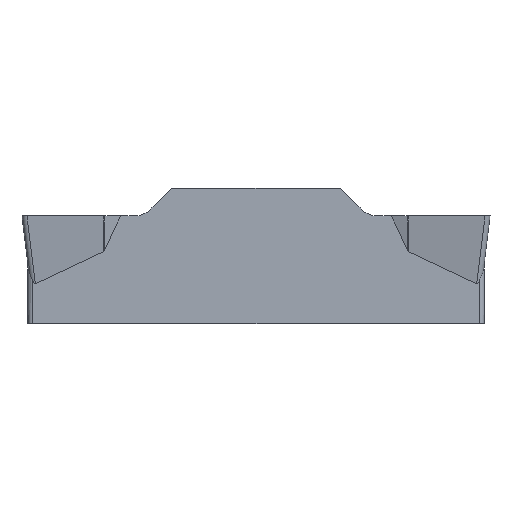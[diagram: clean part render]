
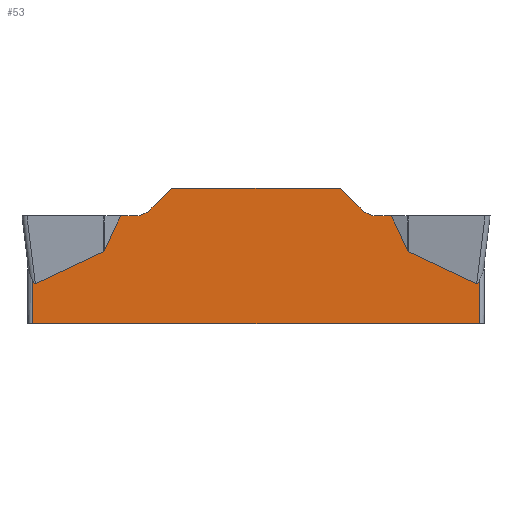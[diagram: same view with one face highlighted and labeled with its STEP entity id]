
A CAD part, left-side view. The second image highlights one B-rep face of the part: STEP entity #53.
In plain terms, the highlighted planar face has unit normal (-1, 0, 0).
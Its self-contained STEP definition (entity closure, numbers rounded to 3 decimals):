
#53=ADVANCED_FACE('',(#107),#87,.T.);
#87=PLANE('',#714);
#107=FACE_OUTER_BOUND('',#141,.T.);
#141=EDGE_LOOP('',(#195,#196,#197,#198,#199,#200,#201,#202,#203,#204,#205,
#206,#207,#208,#209,#210,#211,#212));
#175=CIRCLE('',#712,1.);
#176=CIRCLE('',#713,1.);
#183=ELLIPSE('',#710,1.561,0.2);
#184=ELLIPSE('',#711,1.561,0.2);
#195=ORIENTED_EDGE('',*,*,#451,.F.);
#196=ORIENTED_EDGE('',*,*,#452,.T.);
#197=ORIENTED_EDGE('',*,*,#453,.T.);
#198=ORIENTED_EDGE('',*,*,#454,.T.);
#199=ORIENTED_EDGE('',*,*,#455,.F.);
#200=ORIENTED_EDGE('',*,*,#456,.T.);
#201=ORIENTED_EDGE('',*,*,#457,.T.);
#202=ORIENTED_EDGE('',*,*,#458,.T.);
#203=ORIENTED_EDGE('',*,*,#459,.F.);
#204=ORIENTED_EDGE('',*,*,#460,.T.);
#205=ORIENTED_EDGE('',*,*,#461,.T.);
#206=ORIENTED_EDGE('',*,*,#462,.T.);
#207=ORIENTED_EDGE('',*,*,#463,.F.);
#208=ORIENTED_EDGE('',*,*,#464,.F.);
#209=ORIENTED_EDGE('',*,*,#465,.F.);
#210=ORIENTED_EDGE('',*,*,#466,.F.);
#211=ORIENTED_EDGE('',*,*,#467,.F.);
#212=ORIENTED_EDGE('',*,*,#468,.F.);
#387=VERTEX_POINT('',#951);
#388=VERTEX_POINT('',#952);
#389=VERTEX_POINT('',#954);
#390=VERTEX_POINT('',#968);
#391=VERTEX_POINT('',#970);
#392=VERTEX_POINT('',#972);
#393=VERTEX_POINT('',#974);
#394=VERTEX_POINT('',#976);
#395=VERTEX_POINT('',#978);
#396=VERTEX_POINT('',#980);
#397=VERTEX_POINT('',#982);
#398=VERTEX_POINT('',#993);
#399=VERTEX_POINT('',#995);
#400=VERTEX_POINT('',#997);
#401=VERTEX_POINT('',#999);
#402=VERTEX_POINT('',#1001);
#403=VERTEX_POINT('',#1003);
#404=VERTEX_POINT('',#1005);
#451=EDGE_CURVE('',#387,#388,#547,.T.);
#452=EDGE_CURVE('',#387,#389,#548,.T.);
#453=EDGE_CURVE('',#389,#390,#675,.T.);
#454=EDGE_CURVE('',#390,#391,#549,.T.);
#455=EDGE_CURVE('',#392,#391,#183,.T.);
#456=EDGE_CURVE('',#392,#393,#550,.T.);
#457=EDGE_CURVE('',#393,#394,#551,.T.);
#458=EDGE_CURVE('',#394,#395,#552,.T.);
#459=EDGE_CURVE('',#396,#395,#184,.T.);
#460=EDGE_CURVE('',#396,#397,#553,.T.);
#461=EDGE_CURVE('',#397,#398,#676,.T.);
#462=EDGE_CURVE('',#398,#399,#554,.T.);
#463=EDGE_CURVE('',#400,#399,#555,.T.);
#464=EDGE_CURVE('',#401,#400,#175,.T.);
#465=EDGE_CURVE('',#402,#401,#556,.T.);
#466=EDGE_CURVE('',#403,#402,#557,.T.);
#467=EDGE_CURVE('',#404,#403,#558,.T.);
#468=EDGE_CURVE('',#388,#404,#176,.T.);
#547=LINE('',#950,#607);
#548=LINE('',#953,#608);
#549=LINE('',#969,#609);
#550=LINE('',#973,#610);
#551=LINE('',#975,#611);
#552=LINE('',#977,#612);
#553=LINE('',#981,#613);
#554=LINE('',#994,#614);
#555=LINE('',#996,#615);
#556=LINE('',#1000,#616);
#557=LINE('',#1002,#617);
#558=LINE('',#1004,#618);
#607=VECTOR('',#766,1.);
#608=VECTOR('',#767,1.);
#609=VECTOR('',#768,1.);
#610=VECTOR('',#771,1.);
#611=VECTOR('',#772,1.);
#612=VECTOR('',#773,1.);
#613=VECTOR('',#776,1.);
#614=VECTOR('',#777,1.);
#615=VECTOR('',#778,1.);
#616=VECTOR('',#781,1.);
#617=VECTOR('',#782,1.);
#618=VECTOR('',#783,1.);
#675=B_SPLINE_CURVE_WITH_KNOTS('',3,(#955,#956,#957,#958,#959,#960,#961,
#962,#963,#964,#965,#966,#967),.UNSPECIFIED.,.F.,.F.,(4,3,3,3,4),(0.,0.299,
0.599,0.902,1.),.UNSPECIFIED.);
#676=B_SPLINE_CURVE_WITH_KNOTS('',3,(#983,#984,#985,#986,#987,#988,#989,
#990,#991,#992),.UNSPECIFIED.,.F.,.F.,(4,3,3,4),(0.,0.26,0.576,
1.),.UNSPECIFIED.);
#710=AXIS2_PLACEMENT_3D('',#971,#769,#770);
#711=AXIS2_PLACEMENT_3D('',#979,#774,#775);
#712=AXIS2_PLACEMENT_3D('',#998,#779,#780);
#713=AXIS2_PLACEMENT_3D('',#1006,#784,#785);
#714=AXIS2_PLACEMENT_3D('',#1007,#786,#787);
#766=DIRECTION('',(0.,-1.,0.));
#767=DIRECTION('',(0.,0.429,-0.903));
#768=DIRECTION('',(0.,0.904,-0.428));
#769=DIRECTION('',(-1.,0.,0.));
#770=DIRECTION('',(0.,-0.122,-0.993));
#771=DIRECTION('',(0.,0.,-1.));
#772=DIRECTION('',(0.,-1.,0.));
#773=DIRECTION('',(0.,0.,1.));
#774=DIRECTION('',(-1.,0.,0.));
#775=DIRECTION('',(0.,0.122,-0.993));
#776=DIRECTION('',(0.,0.904,0.428));
#777=DIRECTION('',(0.,0.429,0.903));
#778=DIRECTION('',(0.,-1.,0.));
#779=DIRECTION('',(-1.,0.,0.));
#780=DIRECTION('',(0.,0.,1.));
#781=DIRECTION('',(0.,-0.707,-0.707));
#782=DIRECTION('',(0.,-1.,0.));
#783=DIRECTION('',(0.,-0.707,0.707));
#784=DIRECTION('',(-1.,0.,0.));
#785=DIRECTION('',(0.,0.,1.));
#786=DIRECTION('',(-1.,0.,0.));
#787=DIRECTION('',(0.,0.,1.));
#950=CARTESIAN_POINT('',(-1.15,19.75,0.));
#951=CARTESIAN_POINT('',(-1.15,15.817,0.));
#952=CARTESIAN_POINT('',(-1.15,15.236,0.));
#953=CARTESIAN_POINT('',(-1.15,16.082,-0.559));
#954=CARTESIAN_POINT('',(-1.15,16.509,-1.46));
#955=CARTESIAN_POINT('',(-1.15,16.509,-1.46));
#956=CARTESIAN_POINT('',(-1.15,16.512,-1.466));
#957=CARTESIAN_POINT('',(-1.15,16.515,-1.472));
#958=CARTESIAN_POINT('',(-1.15,16.518,-1.478));
#959=CARTESIAN_POINT('',(-1.15,16.522,-1.484));
#960=CARTESIAN_POINT('',(-1.15,16.526,-1.489));
#961=CARTESIAN_POINT('',(-1.15,16.53,-1.495));
#962=CARTESIAN_POINT('',(-1.15,16.534,-1.5));
#963=CARTESIAN_POINT('',(-1.15,16.539,-1.505));
#964=CARTESIAN_POINT('',(-1.15,16.544,-1.509));
#965=CARTESIAN_POINT('',(-1.15,16.546,-1.511));
#966=CARTESIAN_POINT('',(-1.15,16.548,-1.512));
#967=CARTESIAN_POINT('',(-1.15,16.55,-1.513));
#968=CARTESIAN_POINT('',(-1.15,16.55,-1.513));
#969=CARTESIAN_POINT('',(-1.15,18.122,-2.257));
#970=CARTESIAN_POINT('',(-1.15,19.436,-2.88));
#971=CARTESIAN_POINT('',(-1.15,19.635,-1.332));
#972=CARTESIAN_POINT('',(-1.15,19.55,-2.738));
#973=CARTESIAN_POINT('',(-1.15,19.55,-4.582));
#974=CARTESIAN_POINT('',(-1.15,19.55,-4.582));
#975=CARTESIAN_POINT('',(-1.15,19.75,-4.582));
#976=CARTESIAN_POINT('',(-1.15,0.59,-4.582));
#977=CARTESIAN_POINT('',(-1.15,0.59,1.182));
#978=CARTESIAN_POINT('',(-1.15,0.59,-2.738));
#979=CARTESIAN_POINT('',(-1.15,0.505,-1.332));
#980=CARTESIAN_POINT('',(-1.15,0.704,-2.88));
#981=CARTESIAN_POINT('',(-1.15,17.832,5.232));
#982=CARTESIAN_POINT('',(-1.15,3.59,-1.513));
#983=CARTESIAN_POINT('',(-1.15,3.59,-1.513));
#984=CARTESIAN_POINT('',(-1.15,3.595,-1.51));
#985=CARTESIAN_POINT('',(-1.15,3.6,-1.506));
#986=CARTESIAN_POINT('',(-1.15,3.604,-1.502));
#987=CARTESIAN_POINT('',(-1.15,3.609,-1.497));
#988=CARTESIAN_POINT('',(-1.15,3.613,-1.491));
#989=CARTESIAN_POINT('',(-1.15,3.617,-1.485));
#990=CARTESIAN_POINT('',(-1.15,3.622,-1.477));
#991=CARTESIAN_POINT('',(-1.15,3.627,-1.468));
#992=CARTESIAN_POINT('',(-1.15,3.631,-1.46));
#993=CARTESIAN_POINT('',(-1.15,3.631,-1.46));
#994=CARTESIAN_POINT('',(-1.15,7.615,6.938));
#995=CARTESIAN_POINT('',(-1.15,4.323,0.));
#996=CARTESIAN_POINT('',(-1.15,19.75,0.));
#997=CARTESIAN_POINT('',(-1.15,4.904,0.));
#998=CARTESIAN_POINT('',(-1.15,4.904,1.));
#999=CARTESIAN_POINT('',(-1.15,5.611,0.293));
#1000=CARTESIAN_POINT('',(-1.15,13.125,7.807));
#1001=CARTESIAN_POINT('',(-1.15,6.5,1.182));
#1002=CARTESIAN_POINT('',(-1.15,19.75,1.182));
#1003=CARTESIAN_POINT('',(-1.15,13.64,1.182));
#1004=CARTESIAN_POINT('',(-1.15,16.695,-1.873));
#1005=CARTESIAN_POINT('',(-1.15,14.529,0.293));
#1006=CARTESIAN_POINT('',(-1.15,15.236,1.));
#1007=CARTESIAN_POINT('',(-1.15,19.75,1.182));
